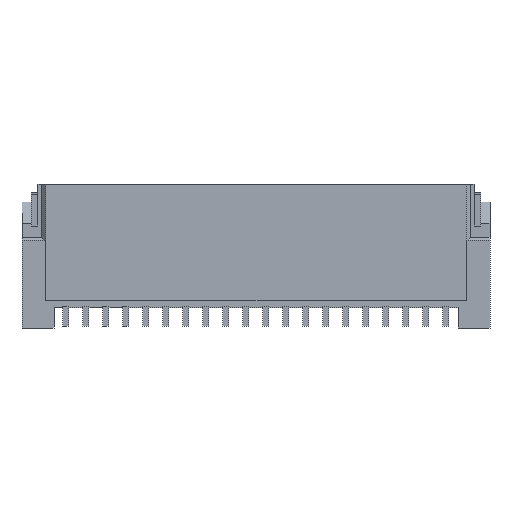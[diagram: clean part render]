
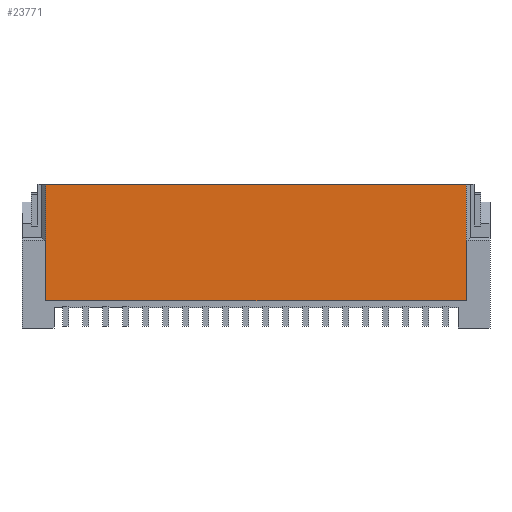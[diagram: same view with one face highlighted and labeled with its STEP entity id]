
A CAD part, front view. The second image highlights one B-rep face of the part: STEP entity #23771.
In plain terms, the highlighted planar face has unit normal (0, -1, 0).
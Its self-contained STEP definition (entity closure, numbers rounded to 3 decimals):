
#8505=DIRECTION('',(0.,0.,1.));
#8506=VECTOR('',#8505,1.52);
#8507=CARTESIAN_POINT('',(5.26,0.,-2.92));
#8508=LINE('',#8507,#8506);
#8509=DIRECTION('',(-1.,0.,0.));
#8510=VECTOR('',#8509,10.52);
#8511=CARTESIAN_POINT('',(5.26,0.,-2.92));
#8512=LINE('',#8511,#8510);
#8513=DIRECTION('',(0.,0.,1.));
#8514=VECTOR('',#8513,1.52);
#8515=CARTESIAN_POINT('',(-5.26,0.,-2.92));
#8516=LINE('',#8515,#8514);
#8517=DIRECTION('',(0.,0.,-1.));
#8518=VECTOR('',#8517,1.4);
#8519=CARTESIAN_POINT('',(-5.26,0.,0.));
#8520=LINE('',#8519,#8518);
#8521=DIRECTION('',(1.,0.,0.));
#8522=VECTOR('',#8521,10.52);
#8523=CARTESIAN_POINT('',(-5.26,0.,0.));
#8524=LINE('',#8523,#8522);
#8525=DIRECTION('',(0.,0.,-1.));
#8526=VECTOR('',#8525,1.4);
#8527=CARTESIAN_POINT('',(5.26,0.,0.));
#8528=LINE('',#8527,#8526);
#8737=CARTESIAN_POINT('',(5.26,0.,0.));
#8738=VERTEX_POINT('',#8737);
#8739=CARTESIAN_POINT('',(-5.26,0.,0.));
#8741=VERTEX_POINT('',#8739);
#8829=CARTESIAN_POINT('',(5.26,0.,-2.92));
#8830=CARTESIAN_POINT('',(5.26,0.,-1.4));
#8831=VERTEX_POINT('',#8829);
#8832=VERTEX_POINT('',#8830);
#8833=CARTESIAN_POINT('',(-5.26,0.,-1.4));
#8834=VERTEX_POINT('',#8833);
#9003=CARTESIAN_POINT('',(-5.26,0.,-2.92));
#9004=VERTEX_POINT('',#9003);
#23754=CARTESIAN_POINT('',(-5.85,0.,0.));
#23755=DIRECTION('',(0.,-1.,0.));
#23756=DIRECTION('',(0.,0.,-1.));
#23757=AXIS2_PLACEMENT_3D('',#23754,#23755,#23756);
#23758=PLANE('',#23757);
#23760=ORIENTED_EDGE('',*,*,#23759,.F.);
#23762=ORIENTED_EDGE('',*,*,#23761,.T.);
#23764=ORIENTED_EDGE('',*,*,#23763,.T.);
#23765=ORIENTED_EDGE('',*,*,#23743,.F.);
#23766=ORIENTED_EDGE('',*,*,#15445,.T.);
#23768=ORIENTED_EDGE('',*,*,#23767,.T.);
#23769=EDGE_LOOP('',(#23760,#23762,#23764,#23765,#23766,#23768));
#23770=FACE_OUTER_BOUND('',#23769,.F.);
#23771=ADVANCED_FACE('',(#23770),#23758,.T.);
#15445=EDGE_CURVE('',#8741,#8738,#8524,.T.);
#23743=EDGE_CURVE('',#8741,#8834,#8520,.T.);
#23759=EDGE_CURVE('',#8831,#8832,#8508,.T.);
#23761=EDGE_CURVE('',#8831,#9004,#8512,.T.);
#23763=EDGE_CURVE('',#9004,#8834,#8516,.T.);
#23767=EDGE_CURVE('',#8738,#8832,#8528,.T.);
